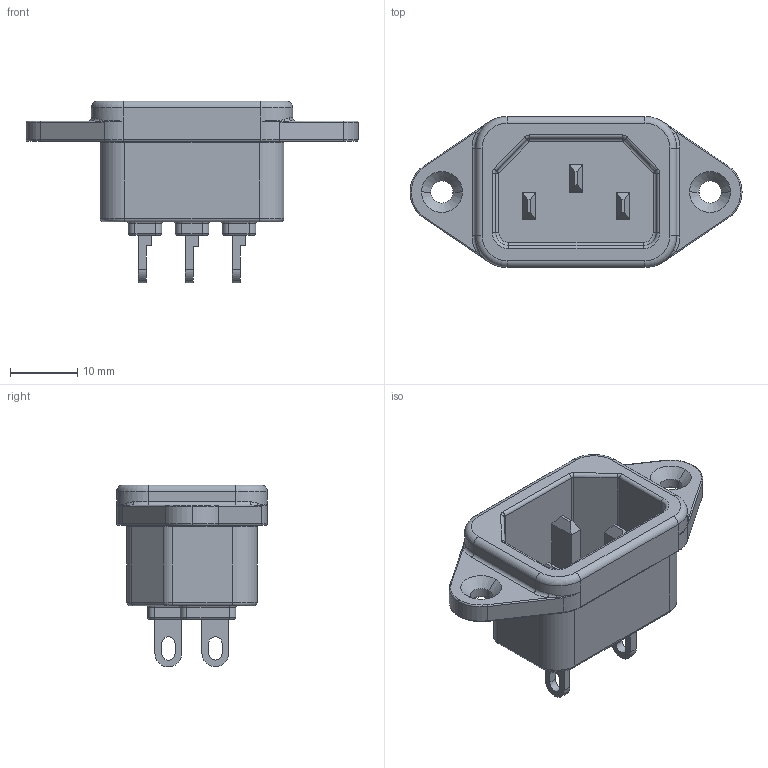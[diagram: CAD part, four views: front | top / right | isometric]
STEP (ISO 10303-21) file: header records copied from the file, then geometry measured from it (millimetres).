
FILE_DESCRIPTION (( 'STEP AP214' ), '1' );
FILE_NAME ('IEC C14 Connector Male.STEP', '2017-06-21T15:57:26', ( 'M.B.I.' ), ( '' ), 'SwSTEP 2.0', '', '' );
FILE_SCHEMA (( 'AUTOMOTIVE_DESIGN' ));
Length unit declared in the file: millimetre
Products named in the file (1): IEC C14 Connector Male
Bounding box: 49.5 x 22.5 x 27.13 mm (x, y, z)
Volume: 5129 mm3; surface area: 5592.5 mm2
Topology: 4 solids, 4 shells, 337 faces, 820 edges, 486 vertices
Faces by surface type: cylinder 127, plane 116, torus 66, bspline 20, cone 4, sphere 4
Entity records: 10199 total; most frequent: CARTESIAN_POINT 2150, DIRECTION 1756, ORIENTED_EDGE 1620, EDGE_CURVE 810, AXIS2_PLACEMENT_3D 660, VERTEX_POINT 486, LINE 436, VECTOR 436
